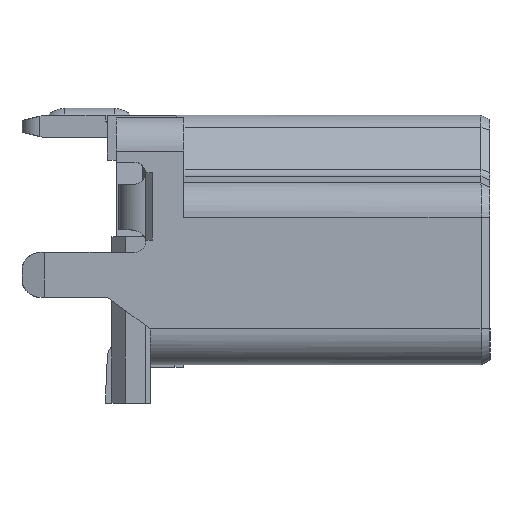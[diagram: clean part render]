
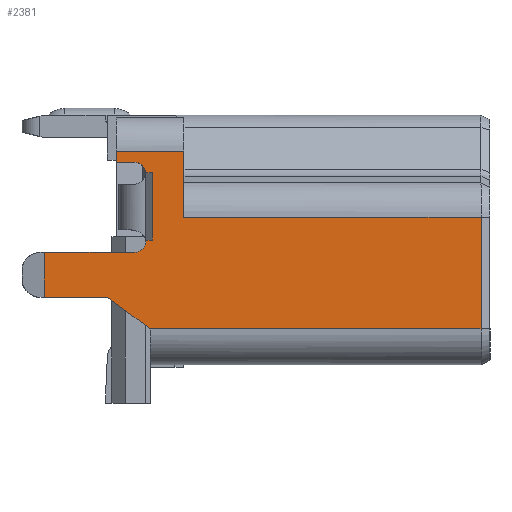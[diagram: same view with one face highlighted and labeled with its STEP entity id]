
A CAD part, left-side view. The second image highlights one B-rep face of the part: STEP entity #2381.
In plain terms, the highlighted planar face has unit normal (-1, 0, 0).
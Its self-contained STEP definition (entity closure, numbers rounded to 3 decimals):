
#1031=FACE_OUTER_BOUND('',#4910,.T.);
#2381=ADVANCED_FACE('',(#1031),#3669,.F.);
#3669=PLANE('',#27462);
#4910=EDGE_LOOP('',(#7251,#7252,#7253,#7254,#7255,#7256,#7257,#7258,#7259,
#7260,#7261,#7262,#7263,#7264,#7265,#7266,#7267));
#7251=ORIENTED_EDGE('',*,*,#16951,.F.);
#7252=ORIENTED_EDGE('',*,*,#16952,.F.);
#7253=ORIENTED_EDGE('',*,*,#16953,.F.);
#7254=ORIENTED_EDGE('',*,*,#16954,.F.);
#7255=ORIENTED_EDGE('',*,*,#16955,.F.);
#7256=ORIENTED_EDGE('',*,*,#16956,.F.);
#7257=ORIENTED_EDGE('',*,*,#16957,.F.);
#7258=ORIENTED_EDGE('',*,*,#16958,.F.);
#7259=ORIENTED_EDGE('',*,*,#16959,.F.);
#7260=ORIENTED_EDGE('',*,*,#16960,.F.);
#7261=ORIENTED_EDGE('',*,*,#16961,.F.);
#7262=ORIENTED_EDGE('',*,*,#16962,.F.);
#7263=ORIENTED_EDGE('',*,*,#16963,.F.);
#7264=ORIENTED_EDGE('',*,*,#16964,.F.);
#7265=ORIENTED_EDGE('',*,*,#16965,.F.);
#7266=ORIENTED_EDGE('',*,*,#16724,.F.);
#7267=ORIENTED_EDGE('',*,*,#16966,.F.);
#14092=VERTEX_POINT('',#36495);
#14093=VERTEX_POINT('',#36499);
#14268=VERTEX_POINT('',#36971);
#14269=VERTEX_POINT('',#36972);
#14270=VERTEX_POINT('',#36974);
#14271=VERTEX_POINT('',#36976);
#14272=VERTEX_POINT('',#36978);
#14273=VERTEX_POINT('',#36980);
#14274=VERTEX_POINT('',#36982);
#14275=VERTEX_POINT('',#36984);
#14276=VERTEX_POINT('',#36986);
#14277=VERTEX_POINT('',#36988);
#14278=VERTEX_POINT('',#36990);
#14279=VERTEX_POINT('',#36992);
#14280=VERTEX_POINT('',#36994);
#14281=VERTEX_POINT('',#36996);
#14282=VERTEX_POINT('',#36998);
#16724=EDGE_CURVE('',#14092,#14093,#20929,.T.);
#16951=EDGE_CURVE('',#14268,#14269,#21103,.T.);
#16952=EDGE_CURVE('',#14270,#14268,#21104,.T.);
#16953=EDGE_CURVE('',#14271,#14270,#21105,.T.);
#16954=EDGE_CURVE('',#14272,#14271,#21106,.T.);
#16955=EDGE_CURVE('',#14273,#14272,#20261,.T.);
#16956=EDGE_CURVE('',#14274,#14273,#21107,.T.);
#16957=EDGE_CURVE('',#14275,#14274,#21108,.T.);
#16958=EDGE_CURVE('',#14276,#14275,#21109,.T.);
#16959=EDGE_CURVE('',#14277,#14276,#21110,.T.);
#16960=EDGE_CURVE('',#14278,#14277,#20262,.T.);
#16961=EDGE_CURVE('',#14279,#14278,#21111,.T.);
#16962=EDGE_CURVE('',#14280,#14279,#21112,.T.);
#16963=EDGE_CURVE('',#14281,#14280,#21113,.T.);
#16964=EDGE_CURVE('',#14282,#14281,#21114,.T.);
#16965=EDGE_CURVE('',#14093,#14282,#21115,.T.);
#16966=EDGE_CURVE('',#14269,#14092,#21116,.T.);
#20261=CIRCLE('',#27460,0.25);
#20262=CIRCLE('',#27461,0.25);
#20929=LINE('',#36498,#24117);
#21103=LINE('',#36970,#24291);
#21104=LINE('',#36973,#24292);
#21105=LINE('',#36975,#24293);
#21106=LINE('',#36977,#24294);
#21107=LINE('',#36981,#24295);
#21108=LINE('',#36983,#24296);
#21109=LINE('',#36985,#24297);
#21110=LINE('',#36987,#24298);
#21111=LINE('',#36991,#24299);
#21112=LINE('',#36993,#24300);
#21113=LINE('',#36995,#24301);
#21114=LINE('',#36997,#24302);
#21115=LINE('',#36999,#24303);
#21116=LINE('',#37000,#24304);
#24117=VECTOR('',#29549,1.);
#24291=VECTOR('',#29931,1.);
#24292=VECTOR('',#29932,1.);
#24293=VECTOR('',#29933,1.);
#24294=VECTOR('',#29934,1.);
#24295=VECTOR('',#29937,1.);
#24296=VECTOR('',#29938,1.);
#24297=VECTOR('',#29939,1.);
#24298=VECTOR('',#29940,1.);
#24299=VECTOR('',#29943,1.);
#24300=VECTOR('',#29944,1.);
#24301=VECTOR('',#29945,1.);
#24302=VECTOR('',#29946,1.);
#24303=VECTOR('',#29947,1.);
#24304=VECTOR('',#29948,1.);
#27460=AXIS2_PLACEMENT_3D('',#36979,#29935,#29936);
#27461=AXIS2_PLACEMENT_3D('',#36989,#29941,#29942);
#27462=AXIS2_PLACEMENT_3D('',#37001,#29949,#29950);
#29549=DIRECTION('',(0.,0.,-1.));
#29931=DIRECTION('',(0.,0.,-1.));
#29932=DIRECTION('',(0.,-1.,0.));
#29933=DIRECTION('',(0.,0.,1.));
#29934=DIRECTION('',(0.,1.,0.));
#29935=DIRECTION('',(-1.,0.,0.));
#29936=DIRECTION('',(0.,0.,-1.));
#29937=DIRECTION('',(0.,1.,0.));
#29938=DIRECTION('',(0.,0.,1.));
#29939=DIRECTION('',(0.,-1.,0.));
#29940=DIRECTION('',(0.,0.,1.));
#29941=DIRECTION('',(-1.,0.,0.));
#29942=DIRECTION('',(0.,0.,1.));
#29943=DIRECTION('',(0.,-1.,0.));
#29944=DIRECTION('',(0.,0.,1.));
#29945=DIRECTION('',(0.,1.,0.));
#29946=DIRECTION('',(0.,0.805,0.593));
#29947=DIRECTION('',(0.,1.,0.));
#29948=DIRECTION('',(0.,-1.,0.));
#29949=DIRECTION('',(1.,0.,0.));
#29950=DIRECTION('',(0.,0.,-1.));
#36495=CARTESIAN_POINT('',(-7.015,0.2,3.178));
#36498=CARTESIAN_POINT('',(-7.015,0.2,1.939));
#36499=CARTESIAN_POINT('',(-7.015,0.2,0.7));
#36970=CARTESIAN_POINT('',(-7.015,6.8,0.7));
#36971=CARTESIAN_POINT('',(-7.015,6.8,4.65));
#36972=CARTESIAN_POINT('',(-7.015,6.8,3.178));
#36973=CARTESIAN_POINT('',(-7.015,0.,4.65));
#36974=CARTESIAN_POINT('',(-7.015,8.3,4.65));
#36975=CARTESIAN_POINT('',(-7.015,8.3,0.7));
#36976=CARTESIAN_POINT('',(-7.015,8.3,4.4));
#36977=CARTESIAN_POINT('',(-7.015,0.,4.4));
#36978=CARTESIAN_POINT('',(-7.015,7.9,4.4));
#36979=CARTESIAN_POINT('',(-7.015,7.9,4.15));
#36980=CARTESIAN_POINT('',(-7.015,7.651,4.175));
#36981=CARTESIAN_POINT('',(-7.015,0.,4.175));
#36982=CARTESIAN_POINT('',(-7.015,7.5,4.175));
#36983=CARTESIAN_POINT('',(-7.015,7.5,0.7));
#36984=CARTESIAN_POINT('',(-7.015,7.5,2.675));
#36985=CARTESIAN_POINT('',(-7.015,0.,2.675));
#36986=CARTESIAN_POINT('',(-7.015,7.65,2.675));
#36987=CARTESIAN_POINT('',(-7.015,7.65,0.7));
#36988=CARTESIAN_POINT('',(-7.015,7.65,2.65));
#36989=CARTESIAN_POINT('',(-7.015,7.9,2.65));
#36990=CARTESIAN_POINT('',(-7.015,7.9,2.4));
#36991=CARTESIAN_POINT('',(-7.015,0.,2.4));
#36992=CARTESIAN_POINT('',(-7.015,9.9,2.4));
#36993=CARTESIAN_POINT('',(-7.015,9.9,0.7));
#36994=CARTESIAN_POINT('',(-7.015,9.9,1.4));
#36995=CARTESIAN_POINT('',(-7.015,0.,1.4));
#36996=CARTESIAN_POINT('',(-7.015,8.5,1.4));
#36997=CARTESIAN_POINT('',(-7.015,7.55,0.7));
#36998=CARTESIAN_POINT('',(-7.015,7.55,0.7));
#36999=CARTESIAN_POINT('',(-7.015,0.,0.7));
#37000=CARTESIAN_POINT('',(-7.015,0.,3.178));
#37001=CARTESIAN_POINT('',(-7.015,0.,0.7));
